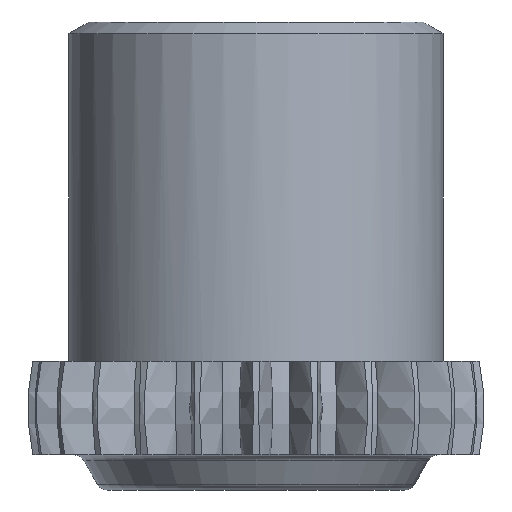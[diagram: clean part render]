
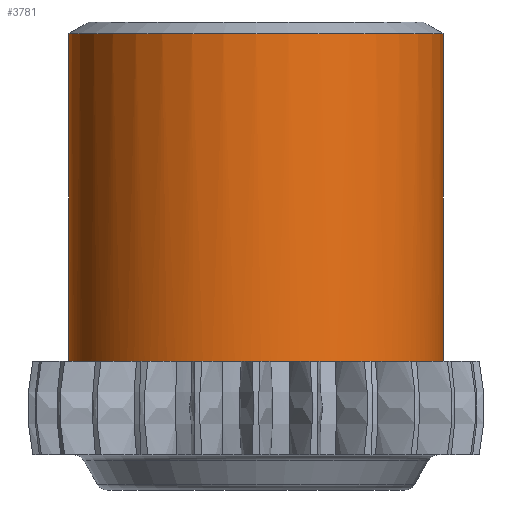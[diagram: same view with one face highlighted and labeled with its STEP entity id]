
A CAD part, left-side view. The second image highlights one B-rep face of the part: STEP entity #3781.
In plain terms, the highlighted cylindrical face has radius 16 mm (diameter 32 mm), a partial arc.
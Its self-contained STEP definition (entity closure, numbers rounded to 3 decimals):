
#63=CARTESIAN_POINT('',(-1.258,-15.95,4.));
#68=CARTESIAN_POINT('',(0.,0.,4.));
#69=DIRECTION('',(0.,0.,-1.));
#70=DIRECTION('',(0.,-1.,0.));
#71=AXIS2_PLACEMENT_3D('',#68,#69,#70);
#1399=CARTESIAN_POINT('',(0.,0.,4.));
#1400=DIRECTION('',(0.,0.,-1.));
#1401=DIRECTION('',(-0.079,0.997,0.));
#1402=AXIS2_PLACEMENT_3D('',#1399,#1400,#1401);
#1408=CARTESIAN_POINT('',(-1.258,15.95,4.));
#1415=CARTESIAN_POINT('',(0.,0.,4.));
#1416=DIRECTION('',(0.,0.,1.));
#1417=DIRECTION('',(-0.079,0.997,0.));
#1418=AXIS2_PLACEMENT_3D('',#1415,#1416,#1417);
#1420=DIRECTION('',(0.,0.,1.));
#1421=VECTOR('',#1420,28.);
#1422=CARTESIAN_POINT('',(0.,16.,4.));
#1423=LINE('',#1422,#1421);
#1424=DIRECTION('',(0.,0.,1.));
#1425=VECTOR('',#1424,28.);
#1426=CARTESIAN_POINT('',(0.,-16.,4.));
#1427=LINE('',#1426,#1425);
#1428=CARTESIAN_POINT('',(0.,0.,4.));
#1429=DIRECTION('',(0.,0.,1.));
#1430=DIRECTION('',(-0.182,-0.983,0.));
#1431=AXIS2_PLACEMENT_3D('',#1428,#1429,#1430);
#1433=CARTESIAN_POINT('',(0.,0.,4.));
#1434=DIRECTION('',(0.,0.,1.));
#1435=DIRECTION('',(-0.43,-0.903,0.));
#1436=AXIS2_PLACEMENT_3D('',#1433,#1434,#1435);
#1438=CARTESIAN_POINT('',(0.,0.,4.));
#1439=DIRECTION('',(0.,0.,1.));
#1440=DIRECTION('',(-0.649,-0.761,0.));
#1441=AXIS2_PLACEMENT_3D('',#1438,#1439,#1440);
#1443=CARTESIAN_POINT('',(0.,0.,4.));
#1444=DIRECTION('',(0.,0.,1.));
#1445=DIRECTION('',(-0.824,-0.567,0.));
#1446=AXIS2_PLACEMENT_3D('',#1443,#1444,#1445);
#1448=CARTESIAN_POINT('',(0.,0.,4.));
#1449=DIRECTION('',(0.,0.,1.));
#1450=DIRECTION('',(-0.943,-0.334,0.));
#1451=AXIS2_PLACEMENT_3D('',#1448,#1449,#1450);
#1453=CARTESIAN_POINT('',(0.,0.,4.));
#1454=DIRECTION('',(0.,0.,1.));
#1455=DIRECTION('',(-0.997,-0.079,0.));
#1456=AXIS2_PLACEMENT_3D('',#1453,#1454,#1455);
#1458=CARTESIAN_POINT('',(0.,0.,4.));
#1459=DIRECTION('',(0.,0.,1.));
#1460=DIRECTION('',(-0.983,0.182,0.));
#1461=AXIS2_PLACEMENT_3D('',#1458,#1459,#1460);
#1463=CARTESIAN_POINT('',(0.,0.,4.));
#1464=DIRECTION('',(0.,0.,1.));
#1465=DIRECTION('',(-0.903,0.43,0.));
#1466=AXIS2_PLACEMENT_3D('',#1463,#1464,#1465);
#1468=CARTESIAN_POINT('',(0.,0.,4.));
#1469=DIRECTION('',(0.,0.,1.));
#1470=DIRECTION('',(-0.761,0.649,0.));
#1471=AXIS2_PLACEMENT_3D('',#1468,#1469,#1470);
#1473=CARTESIAN_POINT('',(0.,0.,4.));
#1474=DIRECTION('',(0.,0.,1.));
#1475=DIRECTION('',(-0.567,0.824,0.));
#1476=AXIS2_PLACEMENT_3D('',#1473,#1474,#1475);
#1478=CARTESIAN_POINT('',(0.,0.,4.));
#1479=DIRECTION('',(0.,0.,1.));
#1480=DIRECTION('',(-0.334,0.943,0.));
#1481=AXIS2_PLACEMENT_3D('',#1478,#1479,#1480);
#1483=CARTESIAN_POINT('',(-2.913,15.733,4.));
#1488=CARTESIAN_POINT('',(0.,0.,4.));
#1489=DIRECTION('',(0.,0.,-1.));
#1490=DIRECTION('',(-0.334,0.943,0.));
#1491=AXIS2_PLACEMENT_3D('',#1488,#1489,#1490);
#1496=CARTESIAN_POINT('',(-5.343,15.081,4.));
#1524=CARTESIAN_POINT('',(0.,0.,32.));
#1525=DIRECTION('',(0.,0.,1.));
#1526=DIRECTION('',(0.,1.,0.));
#1527=AXIS2_PLACEMENT_3D('',#1524,#1525,#1526);
#1543=CARTESIAN_POINT('',(-5.343,-15.081,4.));
#1548=CARTESIAN_POINT('',(0.,0.,4.));
#1549=DIRECTION('',(0.,0.,-1.));
#1550=DIRECTION('',(-0.182,-0.983,0.));
#1551=AXIS2_PLACEMENT_3D('',#1548,#1549,#1550);
#1556=CARTESIAN_POINT('',(-2.913,-15.733,4.));
#1575=CARTESIAN_POINT('',(-9.065,-13.185,4.));
#1580=CARTESIAN_POINT('',(0.,0.,4.));
#1581=DIRECTION('',(0.,0.,-1.));
#1582=DIRECTION('',(-0.43,-0.903,0.));
#1583=AXIS2_PLACEMENT_3D('',#1580,#1581,#1582);
#1588=CARTESIAN_POINT('',(-6.886,-14.443,4.));
#1607=CARTESIAN_POINT('',(-12.168,-10.389,4.));
#1612=CARTESIAN_POINT('',(0.,0.,4.));
#1613=DIRECTION('',(0.,0.,-1.));
#1614=DIRECTION('',(-0.649,-0.761,0.));
#1615=AXIS2_PLACEMENT_3D('',#1612,#1613,#1614);
#1620=CARTESIAN_POINT('',(-10.389,-12.168,4.));
#1639=CARTESIAN_POINT('',(-14.443,-6.886,4.));
#1644=CARTESIAN_POINT('',(0.,0.,4.));
#1645=DIRECTION('',(0.,0.,-1.));
#1646=DIRECTION('',(-0.824,-0.567,0.));
#1647=AXIS2_PLACEMENT_3D('',#1644,#1645,#1646);
#1652=CARTESIAN_POINT('',(-13.185,-9.065,4.));
#1671=CARTESIAN_POINT('',(-15.733,-2.913,4.));
#1676=CARTESIAN_POINT('',(0.,0.,4.));
#1677=DIRECTION('',(0.,0.,-1.));
#1678=DIRECTION('',(-0.943,-0.334,0.));
#1679=AXIS2_PLACEMENT_3D('',#1676,#1677,#1678);
#1684=CARTESIAN_POINT('',(-15.081,-5.343,4.));
#1703=CARTESIAN_POINT('',(-15.95,1.258,4.));
#1708=CARTESIAN_POINT('',(0.,0.,4.));
#1709=DIRECTION('',(0.,0.,-1.));
#1710=DIRECTION('',(-0.997,-0.079,0.));
#1711=AXIS2_PLACEMENT_3D('',#1708,#1709,#1710);
#1716=CARTESIAN_POINT('',(-15.95,-1.258,4.));
#1735=CARTESIAN_POINT('',(-15.081,5.343,4.));
#1740=CARTESIAN_POINT('',(0.,0.,4.));
#1741=DIRECTION('',(0.,0.,-1.));
#1742=DIRECTION('',(-0.983,0.182,0.));
#1743=AXIS2_PLACEMENT_3D('',#1740,#1741,#1742);
#1748=CARTESIAN_POINT('',(-15.733,2.913,4.));
#1767=CARTESIAN_POINT('',(-13.185,9.065,4.));
#1772=CARTESIAN_POINT('',(0.,0.,4.));
#1773=DIRECTION('',(0.,0.,-1.));
#1774=DIRECTION('',(-0.903,0.43,0.));
#1775=AXIS2_PLACEMENT_3D('',#1772,#1773,#1774);
#1780=CARTESIAN_POINT('',(-14.443,6.886,4.));
#1799=CARTESIAN_POINT('',(-10.389,12.168,4.));
#1804=CARTESIAN_POINT('',(0.,0.,4.));
#1805=DIRECTION('',(0.,0.,-1.));
#1806=DIRECTION('',(-0.761,0.649,0.));
#1807=AXIS2_PLACEMENT_3D('',#1804,#1805,#1806);
#1812=CARTESIAN_POINT('',(-12.168,10.389,4.));
#1831=CARTESIAN_POINT('',(-6.886,14.443,4.));
#1836=CARTESIAN_POINT('',(0.,0.,4.));
#1837=DIRECTION('',(0.,0.,-1.));
#1838=DIRECTION('',(-0.567,0.824,0.));
#1839=AXIS2_PLACEMENT_3D('',#1836,#1837,#1838);
#1844=CARTESIAN_POINT('',(-9.065,13.185,4.));
#2241=VERTEX_POINT('',#1408);
#2360=VERTEX_POINT('',#63);
#2370=VERTEX_POINT('',#1543);
#2371=VERTEX_POINT('',#1556);
#2380=VERTEX_POINT('',#1575);
#2381=VERTEX_POINT('',#1588);
#2390=VERTEX_POINT('',#1607);
#2391=VERTEX_POINT('',#1620);
#2400=VERTEX_POINT('',#1639);
#2401=VERTEX_POINT('',#1652);
#2410=VERTEX_POINT('',#1671);
#2411=VERTEX_POINT('',#1684);
#2420=VERTEX_POINT('',#1703);
#2421=VERTEX_POINT('',#1716);
#2430=VERTEX_POINT('',#1735);
#2431=VERTEX_POINT('',#1748);
#2440=VERTEX_POINT('',#1767);
#2441=VERTEX_POINT('',#1780);
#2450=VERTEX_POINT('',#1799);
#2451=VERTEX_POINT('',#1812);
#2460=VERTEX_POINT('',#1831);
#2461=VERTEX_POINT('',#1844);
#2470=VERTEX_POINT('',#1483);
#2471=VERTEX_POINT('',#1496);
#2476=CARTESIAN_POINT('',(0.,16.,32.));
#2477=CARTESIAN_POINT('',(0.,-16.,32.));
#2478=VERTEX_POINT('',#2476);
#2479=VERTEX_POINT('',#2477);
#2497=CARTESIAN_POINT('',(0.,16.,4.));
#2498=VERTEX_POINT('',#2497);
#2499=CARTESIAN_POINT('',(0.,-16.,4.));
#2500=VERTEX_POINT('',#2499);
#3734=CARTESIAN_POINT('',(0.,0.,35.));
#3735=DIRECTION('',(0.,0.,-1.));
#3736=DIRECTION('',(0.,-1.,0.));
#3737=AXIS2_PLACEMENT_3D('',#3734,#3735,#3736);
#3738=CYLINDRICAL_SURFACE('',#3737,16.);
#3740=ORIENTED_EDGE('',*,*,#3739,.T.);
#3741=ORIENTED_EDGE('',*,*,#3662,.F.);
#3742=ORIENTED_EDGE('',*,*,#3725,.T.);
#3743=ORIENTED_EDGE('',*,*,#2512,.T.);
#3745=ORIENTED_EDGE('',*,*,#3744,.T.);
#3746=ORIENTED_EDGE('',*,*,#2508,.F.);
#3747=ORIENTED_EDGE('',*,*,#2572,.T.);
#3748=ORIENTED_EDGE('',*,*,#3511,.F.);
#3750=ORIENTED_EDGE('',*,*,#3749,.T.);
#3751=ORIENTED_EDGE('',*,*,#3525,.F.);
#3753=ORIENTED_EDGE('',*,*,#3752,.T.);
#3754=ORIENTED_EDGE('',*,*,#3540,.F.);
#3756=ORIENTED_EDGE('',*,*,#3755,.T.);
#3757=ORIENTED_EDGE('',*,*,#3555,.F.);
#3759=ORIENTED_EDGE('',*,*,#3758,.T.);
#3760=ORIENTED_EDGE('',*,*,#3570,.F.);
#3762=ORIENTED_EDGE('',*,*,#3761,.T.);
#3763=ORIENTED_EDGE('',*,*,#3585,.F.);
#3765=ORIENTED_EDGE('',*,*,#3764,.T.);
#3766=ORIENTED_EDGE('',*,*,#3600,.F.);
#3768=ORIENTED_EDGE('',*,*,#3767,.T.);
#3769=ORIENTED_EDGE('',*,*,#3615,.F.);
#3771=ORIENTED_EDGE('',*,*,#3770,.T.);
#3772=ORIENTED_EDGE('',*,*,#3630,.F.);
#3774=ORIENTED_EDGE('',*,*,#3773,.T.);
#3775=ORIENTED_EDGE('',*,*,#3645,.F.);
#3777=ORIENTED_EDGE('',*,*,#3776,.T.);
#3778=ORIENTED_EDGE('',*,*,#3674,.F.);
#3779=EDGE_LOOP('',(#3740,#3741,#3742,#3743,#3745,#3746,#3747,#3748,#3750,#3751,
#3753,#3754,#3756,#3757,#3759,#3760,#3762,#3763,#3765,#3766,#3768,#3769,#3771,
#3772,#3774,#3775,#3777,#3778));
#3780=FACE_OUTER_BOUND('',#3779,.F.);
#3781=ADVANCED_FACE('',(#3780),#3738,.T.);
#72=CIRCLE('',#71,16.);
#1403=CIRCLE('',#1402,16.);
#1419=CIRCLE('',#1418,16.);
#1432=CIRCLE('',#1431,16.);
#1437=CIRCLE('',#1436,16.);
#1442=CIRCLE('',#1441,16.);
#1447=CIRCLE('',#1446,16.);
#1452=CIRCLE('',#1451,16.);
#1457=CIRCLE('',#1456,16.);
#1462=CIRCLE('',#1461,16.);
#1467=CIRCLE('',#1466,16.);
#1472=CIRCLE('',#1471,16.);
#1477=CIRCLE('',#1476,16.);
#1482=CIRCLE('',#1481,16.);
#1492=CIRCLE('',#1491,16.);
#1528=CIRCLE('',#1527,16.);
#1552=CIRCLE('',#1551,16.);
#1584=CIRCLE('',#1583,16.);
#1616=CIRCLE('',#1615,16.);
#1648=CIRCLE('',#1647,16.);
#1680=CIRCLE('',#1679,16.);
#1712=CIRCLE('',#1711,16.);
#1744=CIRCLE('',#1743,16.);
#1776=CIRCLE('',#1775,16.);
#1808=CIRCLE('',#1807,16.);
#1840=CIRCLE('',#1839,16.);
#2508=EDGE_CURVE('',#2500,#2479,#1427,.T.);
#2512=EDGE_CURVE('',#2498,#2478,#1423,.T.);
#2572=EDGE_CURVE('',#2500,#2360,#72,.T.);
#3511=EDGE_CURVE('',#2371,#2360,#1432,.T.);
#3525=EDGE_CURVE('',#2381,#2370,#1437,.T.);
#3540=EDGE_CURVE('',#2391,#2380,#1442,.T.);
#3555=EDGE_CURVE('',#2401,#2390,#1447,.T.);
#3570=EDGE_CURVE('',#2411,#2400,#1452,.T.);
#3585=EDGE_CURVE('',#2421,#2410,#1457,.T.);
#3600=EDGE_CURVE('',#2431,#2420,#1462,.T.);
#3615=EDGE_CURVE('',#2441,#2430,#1467,.T.);
#3630=EDGE_CURVE('',#2451,#2440,#1472,.T.);
#3645=EDGE_CURVE('',#2461,#2450,#1477,.T.);
#3662=EDGE_CURVE('',#2241,#2470,#1419,.T.);
#3674=EDGE_CURVE('',#2471,#2460,#1482,.T.);
#3725=EDGE_CURVE('',#2241,#2498,#1403,.T.);
#3739=EDGE_CURVE('',#2471,#2470,#1492,.T.);
#3744=EDGE_CURVE('',#2478,#2479,#1528,.T.);
#3749=EDGE_CURVE('',#2371,#2370,#1552,.T.);
#3752=EDGE_CURVE('',#2381,#2380,#1584,.T.);
#3755=EDGE_CURVE('',#2391,#2390,#1616,.T.);
#3758=EDGE_CURVE('',#2401,#2400,#1648,.T.);
#3761=EDGE_CURVE('',#2411,#2410,#1680,.T.);
#3764=EDGE_CURVE('',#2421,#2420,#1712,.T.);
#3767=EDGE_CURVE('',#2431,#2430,#1744,.T.);
#3770=EDGE_CURVE('',#2441,#2440,#1776,.T.);
#3773=EDGE_CURVE('',#2451,#2450,#1808,.T.);
#3776=EDGE_CURVE('',#2461,#2460,#1840,.T.);
